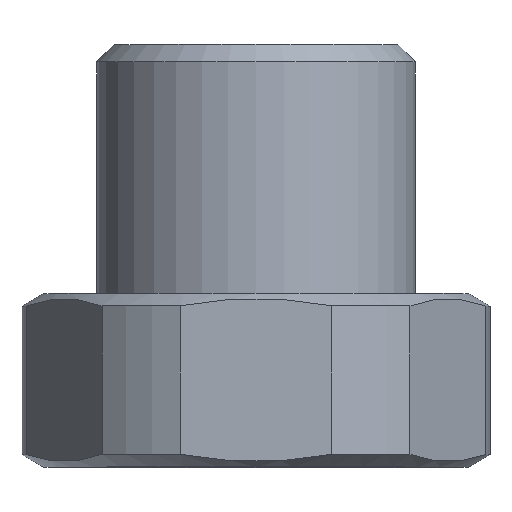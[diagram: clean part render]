
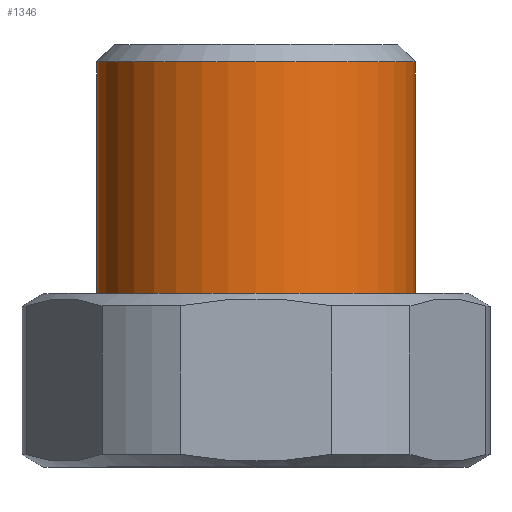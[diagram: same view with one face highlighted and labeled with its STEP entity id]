
A CAD part, top view. The second image highlights one B-rep face of the part: STEP entity #1346.
In plain terms, the highlighted cylindrical face has radius 16.5 mm (diameter 33 mm), a partial arc.
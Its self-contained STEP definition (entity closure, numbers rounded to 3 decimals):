
#990=CARTESIAN_POINT('',(0.,0.,6.5));
#991=DIRECTION('',(0.,0.,1.));
#992=DIRECTION('',(1.,0.,0.));
#993=AXIS2_PLACEMENT_3D('',#990,#991,#992);
#995=DIRECTION('',(0.,0.,-1.));
#996=VECTOR('',#995,24.7);
#997=CARTESIAN_POINT('',(-16.5,0.,31.2));
#998=LINE('',#997,#996);
#1004=DIRECTION('',(0.,0.,-1.));
#1005=VECTOR('',#1004,24.7);
#1006=CARTESIAN_POINT('',(16.5,0.,31.2));
#1007=LINE('',#1006,#1005);
#1037=CARTESIAN_POINT('',(0.,0.,31.2));
#1038=DIRECTION('',(0.,0.,1.));
#1039=DIRECTION('',(1.,0.,0.));
#1040=AXIS2_PLACEMENT_3D('',#1037,#1038,#1039);
#1186=CARTESIAN_POINT('',(-16.5,0.,31.2));
#1187=CARTESIAN_POINT('',(16.5,0.,31.2));
#1188=VERTEX_POINT('',#1186);
#1189=VERTEX_POINT('',#1187);
#1230=CARTESIAN_POINT('',(16.5,0.,6.5));
#1231=CARTESIAN_POINT('',(-16.5,0.,6.5));
#1232=VERTEX_POINT('',#1230);
#1233=VERTEX_POINT('',#1231);
#1332=CARTESIAN_POINT('',(0.,0.,33.));
#1333=DIRECTION('',(0.,0.,1.));
#1334=DIRECTION('',(-1.,0.,0.));
#1335=AXIS2_PLACEMENT_3D('',#1332,#1333,#1334);
#1336=CYLINDRICAL_SURFACE('',#1335,16.5);
#1337=ORIENTED_EDGE('',*,*,#1321,.F.);
#1339=ORIENTED_EDGE('',*,*,#1338,.F.);
#1341=ORIENTED_EDGE('',*,*,#1340,.T.);
#1343=ORIENTED_EDGE('',*,*,#1342,.T.);
#1344=EDGE_LOOP('',(#1337,#1339,#1341,#1343));
#1345=FACE_OUTER_BOUND('',#1344,.F.);
#1346=ADVANCED_FACE('',(#1345),#1336,.T.);
#994=CIRCLE('',#993,16.5);
#1041=CIRCLE('',#1040,16.5);
#1321=EDGE_CURVE('',#1232,#1233,#994,.T.);
#1338=EDGE_CURVE('',#1189,#1232,#1007,.T.);
#1340=EDGE_CURVE('',#1189,#1188,#1041,.T.);
#1342=EDGE_CURVE('',#1188,#1233,#998,.T.);
